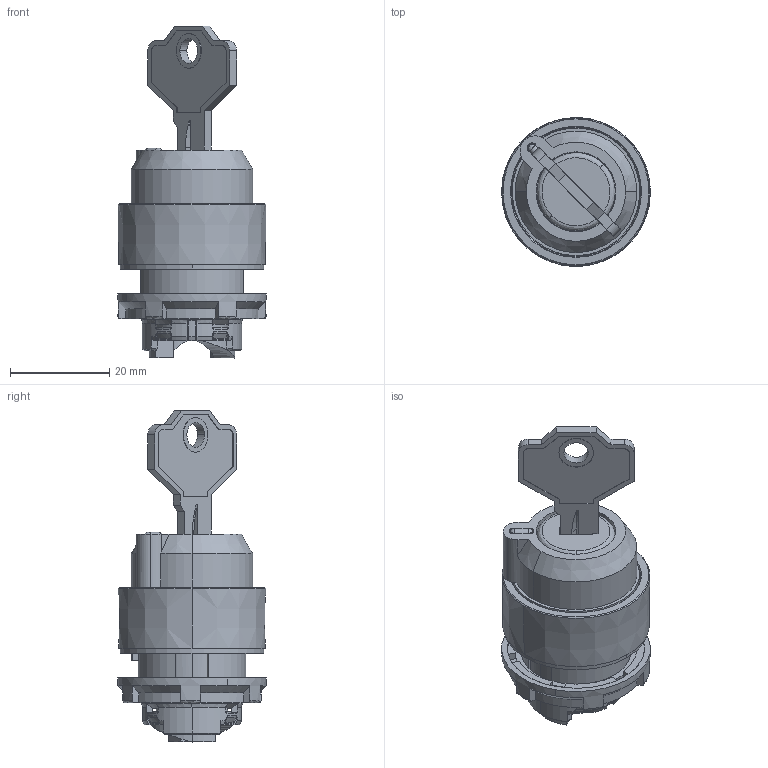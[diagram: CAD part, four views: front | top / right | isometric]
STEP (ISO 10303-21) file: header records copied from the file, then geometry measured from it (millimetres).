
FILE_DESCRIPTION (( 'STEP AP203' ), '1' );
FILE_NAME ('ECX4410.step', '2025-02-06T16:25:31', ( '' ), ( '' ), 'SwSTEP 2.0', 'SolidWorks 2024', '' );
FILE_SCHEMA (( 'CONFIG_CONTROL_DESIGN' ));
Length unit declared in the file: inch
Products named in the file (1): ECX4410
Bounding box: 29.99 x 29.99 x 66.9 mm (x, y, z)
Volume: 15709.5 mm3; surface area: 14700.4 mm2
Topology: 3 solids, 4 shells, 563 faces, 1554 edges, 1002 vertices
Faces by surface type: plane 247, cylinder 165, bspline 82, cone 69
Entity records: 20906 total; most frequent: CARTESIAN_POINT 6937, ORIENTED_EDGE 3092, DIRECTION 2694, EDGE_CURVE 1546, VERTEX_POINT 1002, AXIS2_PLACEMENT_3D 978, VECTOR 738, LINE 738
